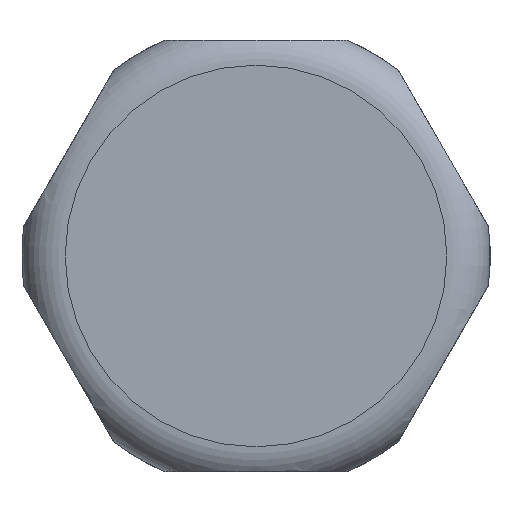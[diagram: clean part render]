
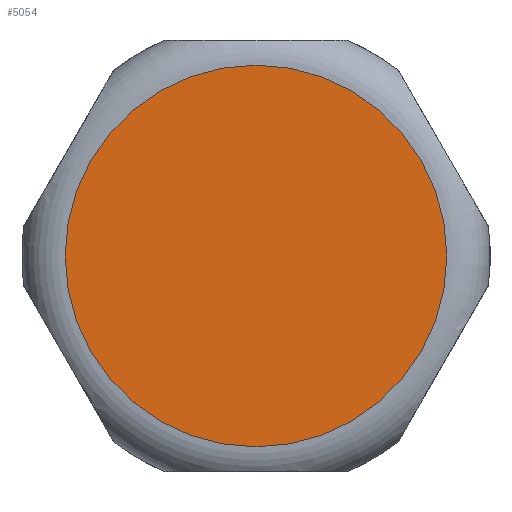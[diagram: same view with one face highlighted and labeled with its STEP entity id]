
A CAD part, left-side view. The second image highlights one B-rep face of the part: STEP entity #5054.
In plain terms, the highlighted planar face has unit normal (-1, 0, 0).
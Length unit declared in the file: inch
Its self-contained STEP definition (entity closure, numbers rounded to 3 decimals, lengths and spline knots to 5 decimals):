
#1196=FACE_OUTER_BOUND('',#1474,.T.);
#1474=EDGE_LOOP('',(#4293,#4294));
#1712=CIRCLE('',#5480,0.52165);
#1713=CIRCLE('',#5481,0.52165);
#2212=VERTEX_POINT('',#9344);
#2213=VERTEX_POINT('',#9345);
#2918=EDGE_CURVE('',#2212,#2213,#1712,.T.);
#2919=EDGE_CURVE('',#2213,#2212,#1713,.T.);
#4293=ORIENTED_EDGE('',*,*,#2918,.T.);
#4294=ORIENTED_EDGE('',*,*,#2919,.T.);
#4559=PLANE('',#5479);
#5054=ADVANCED_FACE('',(#1196),#4559,.T.);
#5479=AXIS2_PLACEMENT_3D('',#9343,#6591,#6592);
#5480=AXIS2_PLACEMENT_3D('',#9346,#6593,#6594);
#5481=AXIS2_PLACEMENT_3D('',#9347,#6595,#6596);
#6591=DIRECTION('center_axis',(-1.,0.,0.));
#6592=DIRECTION('ref_axis',(0.,0.,
-1.));
#6593=DIRECTION('center_axis',(-1.,0.,0.));
#6594=DIRECTION('ref_axis',(0.,0.,
-1.));
#6595=DIRECTION('center_axis',(-1.,0.,0.));
#6596=DIRECTION('ref_axis',(0.,0.,
-1.));
#9343=CARTESIAN_POINT('Origin',(-1.88898,-0.36614,0.));
#9344=CARTESIAN_POINT('',(-1.88898,-0.52165,0.));
#9345=CARTESIAN_POINT('',(-1.88898,0.,0.52165));
#9346=CARTESIAN_POINT('Origin',(-1.88898,0.,
0.));
#9347=CARTESIAN_POINT('Origin',(-1.88898,0.,
0.));
